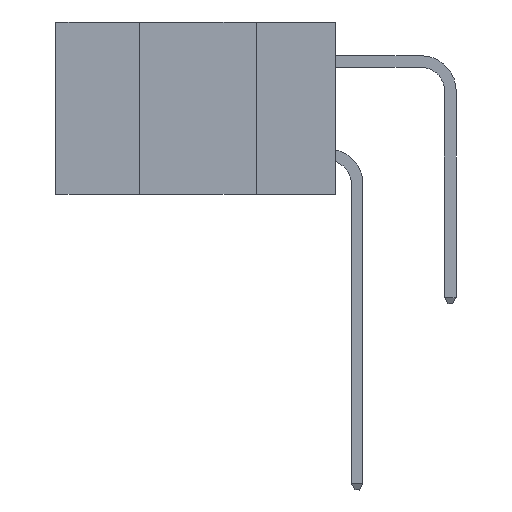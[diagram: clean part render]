
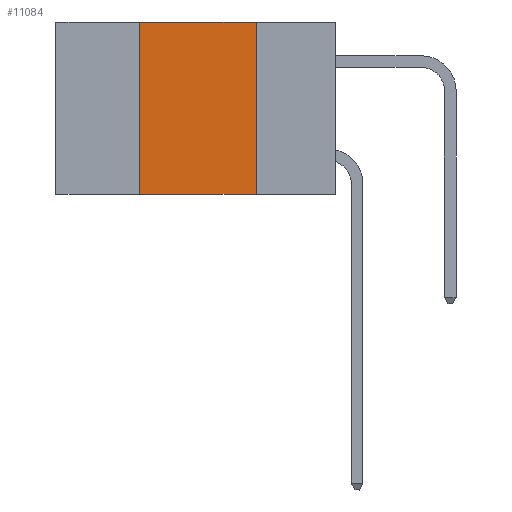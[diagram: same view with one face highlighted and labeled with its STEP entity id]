
A CAD part, left-side view. The second image highlights one B-rep face of the part: STEP entity #11084.
In plain terms, the highlighted planar face has unit normal (-1, 0, 0).
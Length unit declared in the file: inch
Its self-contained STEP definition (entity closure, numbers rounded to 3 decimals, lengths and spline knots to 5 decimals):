
#6 = ORIENTED_EDGE ( 'NONE', *, *, #5991, .T. ) ;
#373 = VERTEX_POINT ( 'NONE', #1016 ) ;
#383 = ORIENTED_EDGE ( 'NONE', *, *, #8476, .F. ) ;
#758 = DIRECTION ( 'NONE',  ( 0., 0., 1. ) ) ;
#1016 = CARTESIAN_POINT ( 'NONE',  ( 0., 0.17, -0.37 ) ) ;
#1033 = EDGE_LOOP ( 'NONE', ( #383, #13272, #6476, #6 ) ) ;
#1058 = VERTEX_POINT ( 'NONE', #3275 ) ;
#1155 = LINE ( 'NONE', #7397, #10742 ) ;
#1159 = DIRECTION ( 'NONE',  ( 0., 0., -1. ) ) ;
#1361 = CARTESIAN_POINT ( 'NONE',  ( 0., 0.17, 0. ) ) ;
#1708 = AXIS2_PLACEMENT_3D ( 'NONE', #12621, #7352, #8257 ) ;
#2132 = FACE_OUTER_BOUND ( 'NONE', #1033, .T. ) ;
#2569 = VECTOR ( 'NONE', #1159, 39.37008 ) ;
#3275 = CARTESIAN_POINT ( 'NONE',  ( 0., 0.42, 0. ) ) ;
#3431 = LINE ( 'NONE', #1361, #2569 ) ;
#5457 = DIRECTION ( 'NONE',  ( 0., -1., 0. ) ) ;
#5991 = EDGE_CURVE ( 'NONE', #11063, #373, #1155, .T. ) ;
#6476 = ORIENTED_EDGE ( 'NONE', *, *, #6668, .F. ) ;
#6668 = EDGE_CURVE ( 'NONE', #11063, #1058, #13464, .T. ) ;
#6842 = VERTEX_POINT ( 'NONE', #8469 ) ;
#6998 = DIRECTION ( 'NONE',  ( 0., -1., 0. ) ) ;
#7211 = CARTESIAN_POINT ( 'NONE',  ( 0., 0.42, -0.37 ) ) ;
#7352 = DIRECTION ( 'NONE',  ( 1., 0., 0. ) ) ;
#7397 = CARTESIAN_POINT ( 'NONE',  ( 0., 0.6, -0.37 ) ) ;
#8042 = LINE ( 'NONE', #9156, #9254 ) ;
#8257 = DIRECTION ( 'NONE',  ( 0., 0., -1. ) ) ;
#8469 = CARTESIAN_POINT ( 'NONE',  ( 0., 0.17, 0. ) ) ;
#8476 = EDGE_CURVE ( 'NONE', #6842, #373, #3431, .T. ) ;
#9156 = CARTESIAN_POINT ( 'NONE',  ( 0., 0.6, 0. ) ) ;
#9254 = VECTOR ( 'NONE', #6998, 39.37008 ) ;
#9559 = EDGE_CURVE ( 'NONE', #1058, #6842, #8042, .T. ) ;
#9857 = VECTOR ( 'NONE', #758, 39.37008 ) ;
#10338 = PLANE ( 'NONE',  #1708 ) ;
#10742 = VECTOR ( 'NONE', #5457, 39.37008 ) ;
#11063 = VERTEX_POINT ( 'NONE', #7211 ) ;
#11084 = ADVANCED_FACE ( 'NONE', ( #2132 ), #10338, .F. ) ;
#11600 = CARTESIAN_POINT ( 'NONE',  ( 0., 0.42, 0. ) ) ;
#12621 = CARTESIAN_POINT ( 'NONE',  ( 0., 0.6, 0. ) ) ;
#13272 = ORIENTED_EDGE ( 'NONE', *, *, #9559, .F. ) ;
#13464 = LINE ( 'NONE', #11600, #9857 ) ;
